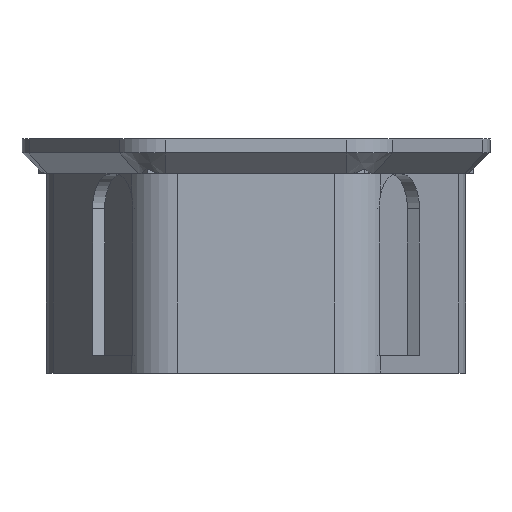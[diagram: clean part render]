
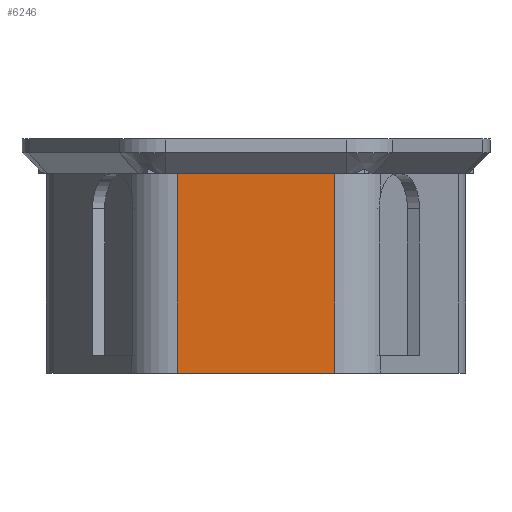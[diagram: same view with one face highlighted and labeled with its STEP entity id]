
A CAD part, left-side view. The second image highlights one B-rep face of the part: STEP entity #6246.
In plain terms, the highlighted planar face has unit normal (-1, 0, 0).
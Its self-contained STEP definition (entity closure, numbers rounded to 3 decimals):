
#470=FACE_OUTER_BOUND('',#838,.T.);
#838=EDGE_LOOP('',(#4461,#4462,#4463,#4464));
#1276=LINE('',#9038,#1970);
#1303=LINE('',#9121,#1997);
#1334=LINE('',#9216,#2028);
#1335=LINE('',#9217,#2029);
#1970=VECTOR('',#7299,10.);
#1997=VECTOR('',#7358,10.);
#2028=VECTOR('',#7441,10.);
#2029=VECTOR('',#7442,10.);
#2654=VERTEX_POINT('',#9035);
#2655=VERTEX_POINT('',#9037);
#2686=VERTEX_POINT('',#9118);
#2687=VERTEX_POINT('',#9120);
#3287=EDGE_CURVE('',#2655,#2654,#1276,.T.);
#3324=EDGE_CURVE('',#2686,#2687,#1303,.T.);
#3369=EDGE_CURVE('',#2687,#2654,#1334,.T.);
#3370=EDGE_CURVE('',#2686,#2655,#1335,.T.);
#4461=ORIENTED_EDGE('',*,*,#3287,.T.);
#4462=ORIENTED_EDGE('',*,*,#3369,.F.);
#4463=ORIENTED_EDGE('',*,*,#3324,.F.);
#4464=ORIENTED_EDGE('',*,*,#3370,.T.);
#5976=PLANE('',#6672);
#6246=ADVANCED_FACE('',(#470),#5976,.F.);
#6672=AXIS2_PLACEMENT_3D('',#9215,#7439,#7440);
#7299=DIRECTION('',(0.,0.,-1.));
#7358=DIRECTION('',(0.,0.,-1.));
#7439=DIRECTION('center_axis',(1.,0.,0.));
#7440=DIRECTION('ref_axis',(0.,1.,0.));
#7441=DIRECTION('',(0.,1.,0.));
#7442=DIRECTION('',(0.,1.,0.));
#9035=CARTESIAN_POINT('',(127.7,32.003,-3.4));
#9037=CARTESIAN_POINT('',(127.7,32.003,8.));
#9038=CARTESIAN_POINT('',(127.7,32.003,-3.4));
#9118=CARTESIAN_POINT('',(127.7,22.997,8.));
#9120=CARTESIAN_POINT('',(127.7,22.997,-3.4));
#9121=CARTESIAN_POINT('',(127.7,22.997,-3.4));
#9215=CARTESIAN_POINT('Origin',(127.7,21.265,-3.4));
#9216=CARTESIAN_POINT('',(127.7,24.382,-3.4));
#9217=CARTESIAN_POINT('',(127.7,21.265,8.));
